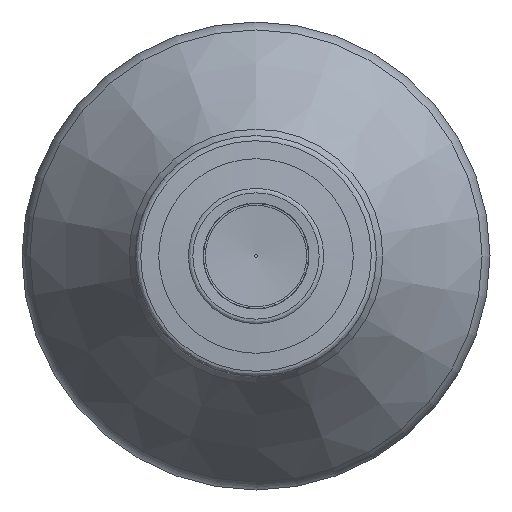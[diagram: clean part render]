
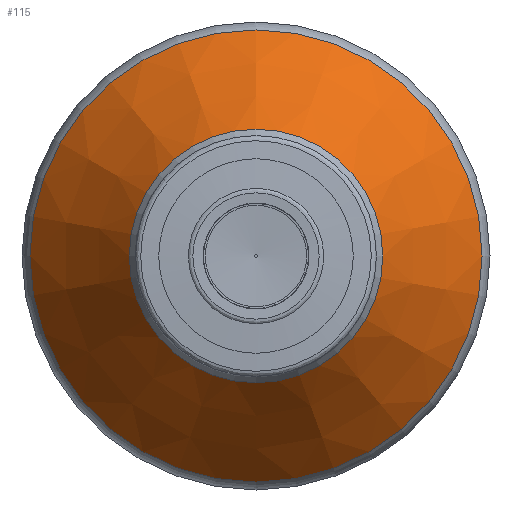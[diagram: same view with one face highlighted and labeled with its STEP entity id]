
A CAD part, left-side view. The second image highlights one B-rep face of the part: STEP entity #115.
In plain terms, the highlighted conical face has half-angle 36.098 degrees and reference radius 16.424 mm.
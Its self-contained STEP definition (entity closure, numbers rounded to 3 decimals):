
#93=CONICAL_SURFACE('',#461,16.424,36.098);
#115=ADVANCED_FACE('',(#170,#171),#93,.T.);
#170=FACE_BOUND('',#231,.T.);
#171=FACE_BOUND('',#232,.T.);
#231=EDGE_LOOP('',(#295));
#232=EDGE_LOOP('',(#296));
#295=ORIENTED_EDGE('',*,*,#377,.T.);
#296=ORIENTED_EDGE('',*,*,#376,.F.);
#344=VERTEX_POINT('',#668);
#345=VERTEX_POINT('',#671);
#376=EDGE_CURVE('',#344,#344,#408,.T.);
#377=EDGE_CURVE('',#345,#345,#409,.T.);
#408=CIRCLE('',#458,16.424);
#409=CIRCLE('',#460,9.21);
#458=AXIS2_PLACEMENT_3D('',#667,#546,#547);
#460=AXIS2_PLACEMENT_3D('',#670,#550,#551);
#461=AXIS2_PLACEMENT_3D('',#672,#552,#553);
#546=DIRECTION('',(1.,0.,0.));
#547=DIRECTION('',(0.,0.,1.));
#550=DIRECTION('',(1.,0.,0.));
#551=DIRECTION('',(0.,0.,1.));
#552=DIRECTION('',(1.,0.,0.));
#553=DIRECTION('',(0.,0.,-1.));
#667=CARTESIAN_POINT('',(67.21,0.,0.));
#668=CARTESIAN_POINT('',(67.21,0.,16.424));
#670=CARTESIAN_POINT('',(57.317,0.,0.));
#671=CARTESIAN_POINT('',(57.317,0.,9.21));
#672=CARTESIAN_POINT('',(67.21,0.,0.));
